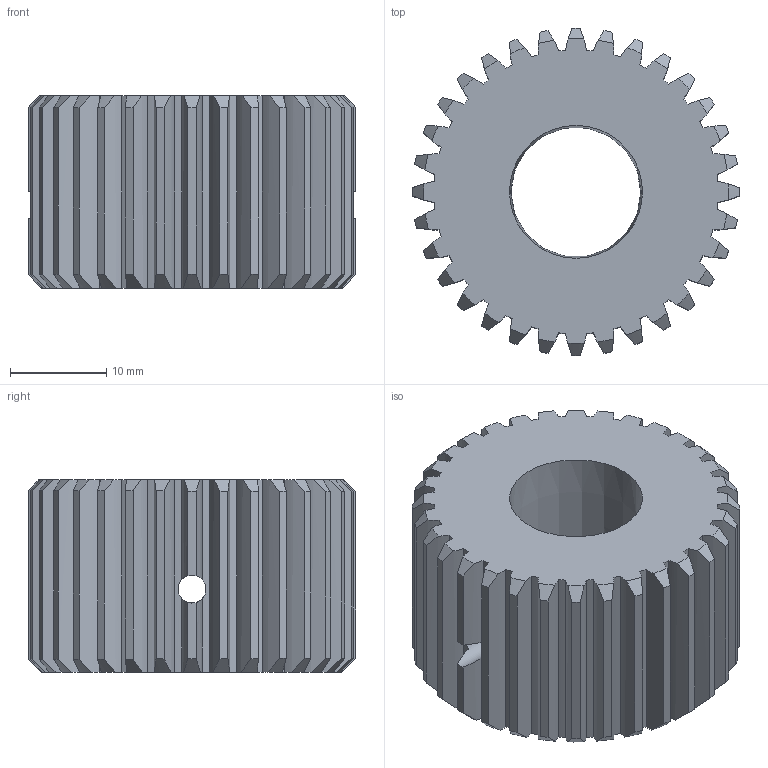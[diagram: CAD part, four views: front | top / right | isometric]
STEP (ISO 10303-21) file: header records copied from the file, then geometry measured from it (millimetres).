
FILE_DESCRIPTION(/* description */ (''),/* implementation_level */ '2;1');
FILE_NAME(/* name */ '30_cellSTORM_UC2_motorized_micrometer_gear2.ipt.step',/* time_stamp */ '2022-11-29T08:14:21+01:00',/* author */ ('diederichbenedict'),/* organization */ (''),/* preprocessor_version */ 'ST-DEVELOPER v18.1',/* originating_system */ 'Autodesk Inventor 2022',/* authorisation */ '');
FILE_SCHEMA (('AUTOMOTIVE_DESIGN { 1 0 10303 214 3 1 1 }'));
Length unit declared in the file: millimetre
Products named in the file (1): cellSTORM_UC2_motorized_micrometer_gear2
Bounding box: 34 x 33.99 x 20 mm (x, y, z)
Volume: 12869.2 mm3; surface area: 6192 mm2
Topology: 1 solids, 1 shells, 203 faces, 614 edges, 410 vertices
Faces by surface type: cylinder 136, cone 65, plane 2
Full cylindrical faces by diameter (mm): 2.9 x2
Entity records: 7501 total; most frequent: CARTESIAN_POINT 2106, ORIENTED_EDGE 1228, DIRECTION 1064, EDGE_CURVE 614, AXIS2_PLACEMENT_3D 462, VERTEX_POINT 410, CIRCLE 258, B_SPLINE_CURVE_WITH_KNOTS 216
